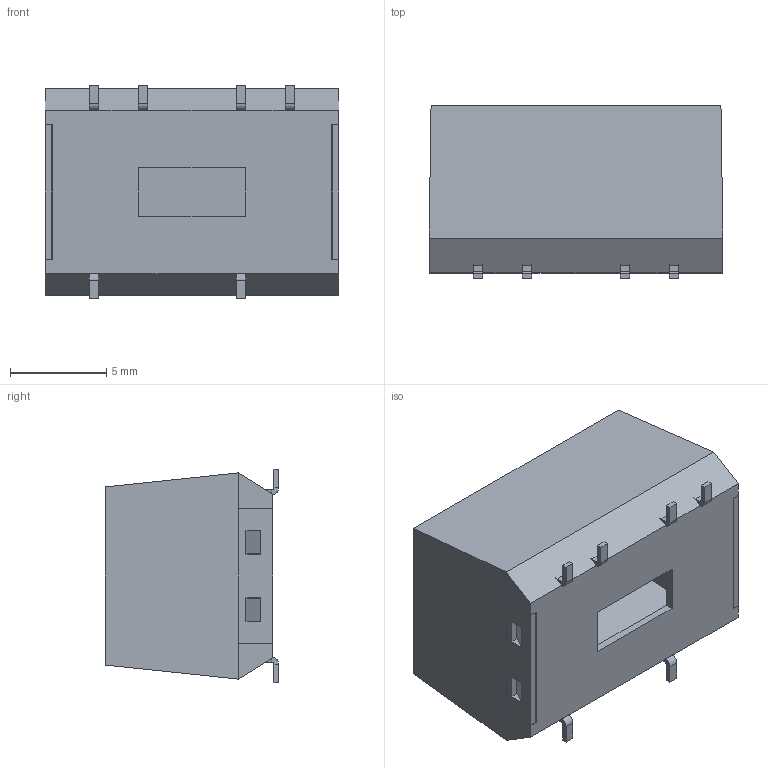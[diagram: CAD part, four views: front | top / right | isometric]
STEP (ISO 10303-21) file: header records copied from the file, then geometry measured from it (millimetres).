
FILE_DESCRIPTION(('FreeCAD Model'),'2;1');
FILE_NAME('R1Z_3D_20190722.step','2019-07-22T12:50:42',(''),(''), 'Open CASCADE STEP processor 7.3','FreeCAD','Unknown');
FILE_SCHEMA(('CONFIG_CONTROL_DESIGN','SHAPE_APPEARANCE_LAYER_MIM'));
Length unit declared in the file: millimetre
Products named in the file (8): R1Z_bottom_case; R1Z_pin1(-Vin); R1Z_pin2(+Vin); R1Z_pin4(-Vout); R1Z_pin5(-Vout); R1Z_pin10(NC); R1Z_pin7(+Vout); R1Z_case
Bounding box: 15.25 x 9 x 11.1 mm (x, y, z)
Volume: 276.6 mm3; surface area: 1461.8 mm2
Topology: 8 solids, 8 shells, 358 faces, 933 edges, 602 vertices
Faces by surface type: plane 292, cylinder 66
Entity records: 30100 total; most frequent: CARTESIAN_POINT 10288, DIRECTION 3353, LINE 2271, VECTOR 2271, ORIENTED_EDGE 1866, PCURVE 1866, DEFINITIONAL_REPRESENTATION 1866, EDGE_CURVE 933
